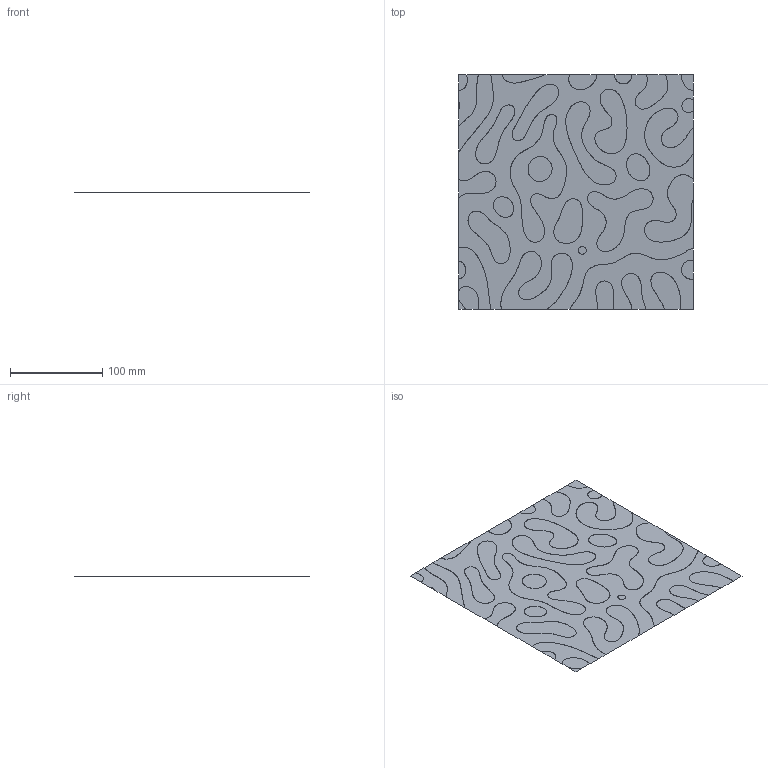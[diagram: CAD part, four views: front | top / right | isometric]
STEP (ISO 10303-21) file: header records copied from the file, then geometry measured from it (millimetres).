
FILE_DESCRIPTION(/* description */ (''),/* implementation_level */ '2;1');
FILE_NAME(/* name */ 'micro_struc v1.step',/* time_stamp */ '2023-03-19T12:27:23+01:00',/* author */ (''),/* organization */ (''),/* preprocessor_version */ 'ST-DEVELOPER v19.2',/* originating_system */ 'Autodesk Translation Framework v11.17.0.187',/* authorisation */ '');
FILE_SCHEMA (('AUTOMOTIVE_DESIGN { 1 0 10303 214 3 1 1 }'));
Products named in the file (1): micro_struc
Bounding box: 255 x 255 x 0 mm (x, y, z)
Surface area: 65025 mm2 (no closed solid volume)
Topology: 0 solids, 36 shells, 36 faces, 9866 edges, 9866 vertices
Faces by surface type: plane 36
Entity records: 79384 total; most frequent: CARTESIAN_POINT 19769, DIRECTION 9940, LINE 9866, VECTOR 9866, VERTEX_POINT 9866, EDGE_CURVE 9866, ORIENTED_EDGE 9866, EDGE_LOOP 48
